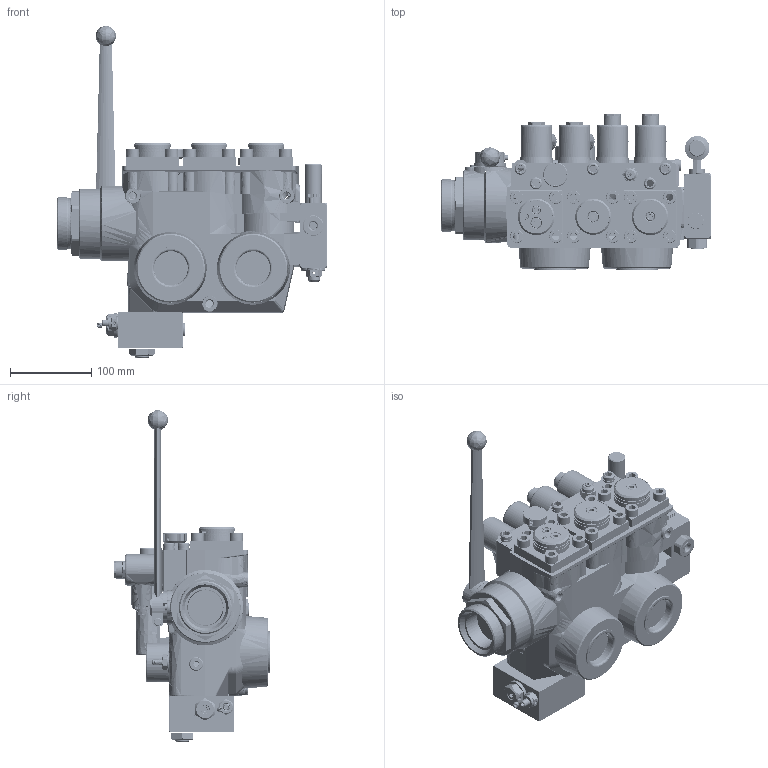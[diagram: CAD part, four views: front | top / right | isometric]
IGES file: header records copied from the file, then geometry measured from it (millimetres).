
Start section: SolidWorks IGES file using NURBS representation for surfaces
Global section: file name: EV100 1.5_2.IGS; native system: SolidWorks 2009; preprocessor: SolidWorks 2009; author: P.Mehta; date: 090305.085036; units: millimetre
Bounding box: 331.65 x 191.96 x 408.09 mm (x, y, z)
Surface area: 391241.7 mm2 (no closed solid volume)
Topology: 0 solids, 0 shells, 2402 faces, 35133 edges, 35116 vertices
Faces by surface type: bspline 2402
